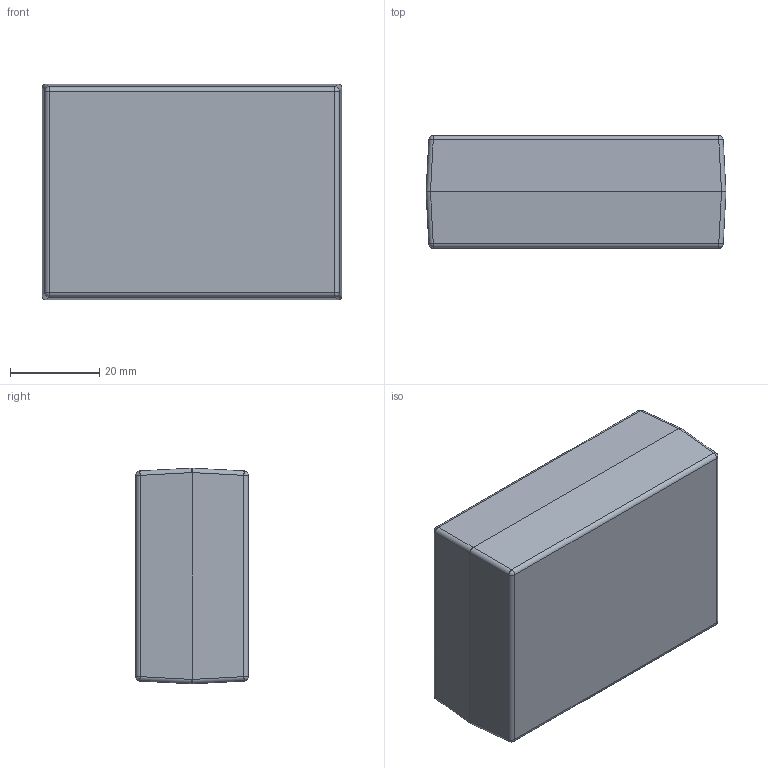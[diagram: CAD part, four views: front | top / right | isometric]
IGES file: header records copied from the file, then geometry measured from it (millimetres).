
Start section: SolidWorks IGES file using analytic representation for surfaces
Global section: file name: Z 24A.IGS; native system: SolidWorks 2009; preprocessor: SolidWorks 2009; author: user; date: 100729.102938; units: millimetre
Bounding box: 67.3 x 25.2 x 48.4 mm (x, y, z)
Surface area: 24169.7 mm2 (no closed solid volume)
Topology: 0 solids, 0 shells, 108 faces, 1488 edges, 1480 vertices
Faces by surface type: revolution 56, bspline 52
